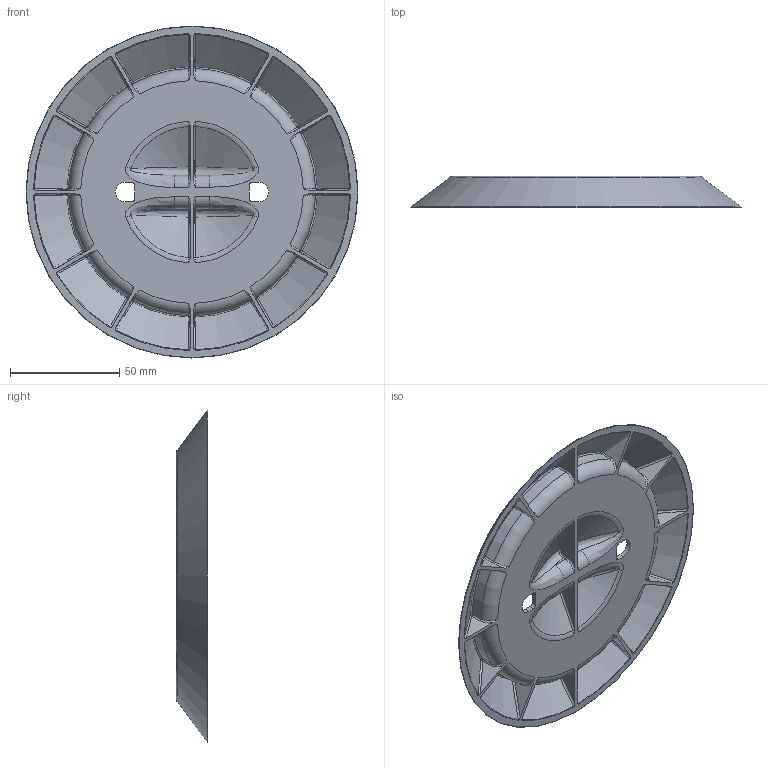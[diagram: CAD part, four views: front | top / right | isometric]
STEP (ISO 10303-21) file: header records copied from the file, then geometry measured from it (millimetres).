
FILE_DESCRIPTION (( 'STEP AP214' ), '1' );
FILE_NAME ('am-4802 Empty Node Base.STEP', '2022-02-08T19:36:33', ( '' ), ( '' ), 'SwSTEP 2.0', 'SolidWorks 2021', '' );
FILE_SCHEMA (( 'AUTOMOTIVE_DESIGN' ));
Length unit declared in the file: inch
Products named in the file (1): am-4802 Empty Node Base
Bounding box: 151.88 x 14.29 x 151.88 mm (x, y, z)
Volume: 54940.1 mm3; surface area: 49313.6 mm2
Topology: 1 solids, 1 shells, 311 faces, 741 edges, 426 vertices
Faces by surface type: bspline 174, torus 45, plane 44, cone 32, cylinder 16
Entity records: 15610 total; most frequent: CARTESIAN_POINT 9924, ORIENTED_EDGE 1424, DIRECTION 810, EDGE_CURVE 712, VERTEX_POINT 426, B_SPLINE_CURVE_WITH_KNOTS 400, AXIS2_PLACEMENT_3D 368, EDGE_LOOP 338
